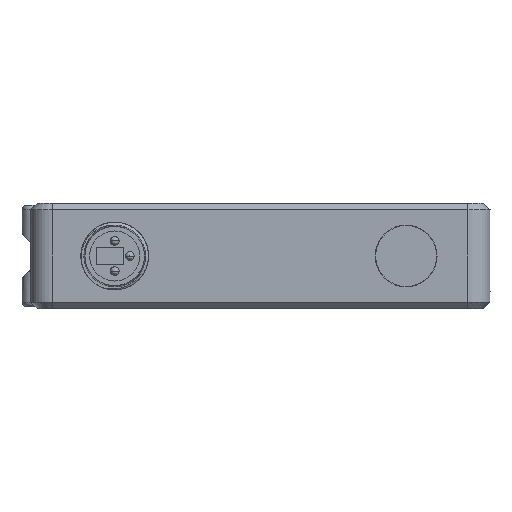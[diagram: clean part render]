
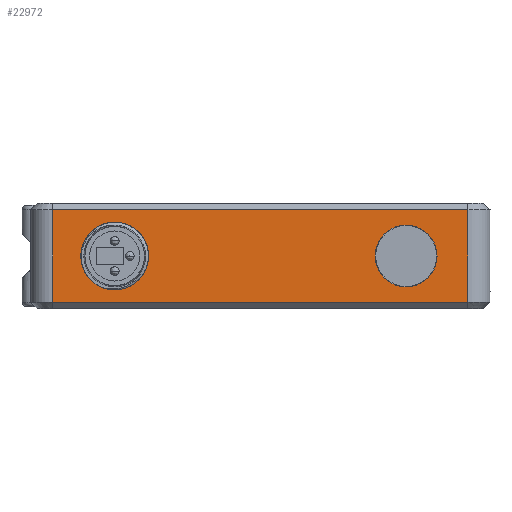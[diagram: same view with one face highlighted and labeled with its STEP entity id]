
A CAD part, left-side view. The second image highlights one B-rep face of the part: STEP entity #22972.
In plain terms, the highlighted planar face has unit normal (-1, 0, 0).
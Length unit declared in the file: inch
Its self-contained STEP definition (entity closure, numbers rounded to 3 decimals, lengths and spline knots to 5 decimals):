
#5366=DIRECTION('',(0.,-1.,0.));
#5367=VECTOR('',#5366,1.85039);
#5368=CARTESIAN_POINT('',(-1.9685,0.9252,
0.20669));
#5369=LINE('',#5368,#5367);
#5370=DIRECTION('',(0.,0.,-1.));
#5371=VECTOR('',#5370,0.41339);
#5372=CARTESIAN_POINT('',(-1.9685,-0.9252,
0.20669));
#5373=LINE('',#5372,#5371);
#5374=DIRECTION('',(0.,1.,0.));
#5375=VECTOR('',#5374,1.85039);
#5376=CARTESIAN_POINT('',(-1.9685,-0.9252,
-0.20669));
#5377=LINE('',#5376,#5375);
#5378=DIRECTION('',(0.,0.,-1.));
#5379=VECTOR('',#5378,0.41339);
#5380=CARTESIAN_POINT('',(-1.9685,0.9252,
0.20669));
#5381=LINE('',#5380,#5379);
#5382=CARTESIAN_POINT('',(-1.9685,-0.64961,0.));
#5383=DIRECTION('',(1.,0.,0.));
#5384=DIRECTION('',(0.,1.,0.));
#5385=AXIS2_PLACEMENT_3D('',#5382,#5383,#5384);
#5387=CARTESIAN_POINT('',(-1.9685,-0.64961,0.));
#5388=DIRECTION('',(1.,0.,0.));
#5389=DIRECTION('',(0.,-1.,0.));
#5390=AXIS2_PLACEMENT_3D('',#5387,#5388,#5389);
#5392=CARTESIAN_POINT('',(-1.9685,0.64961,0.));
#5393=DIRECTION('',(-1.,0.,0.));
#5394=DIRECTION('',(0.,0.,1.));
#5395=AXIS2_PLACEMENT_3D('',#5392,#5393,#5394);
#5397=CARTESIAN_POINT('',(-1.9685,0.64961,0.));
#5398=DIRECTION('',(-1.,0.,0.));
#5399=DIRECTION('',(0.,0.,-1.));
#5400=AXIS2_PLACEMENT_3D('',#5397,#5398,#5399);
#13750=CARTESIAN_POINT('',(-1.9685,-0.51181,0.));
#13751=CARTESIAN_POINT('',(-1.9685,-0.7874,0.));
#13752=VERTEX_POINT('',#13750);
#13753=VERTEX_POINT('',#13751);
#13818=CARTESIAN_POINT('',(-1.9685,0.9252,
0.20669));
#13819=CARTESIAN_POINT('',(-1.9685,-0.9252,
0.20669));
#13820=VERTEX_POINT('',#13818);
#13821=VERTEX_POINT('',#13819);
#13842=CARTESIAN_POINT('',(-1.9685,-0.9252,
-0.20669));
#13843=CARTESIAN_POINT('',(-1.9685,0.9252,
-0.20669));
#13844=VERTEX_POINT('',#13842);
#13845=VERTEX_POINT('',#13843);
#16638=CARTESIAN_POINT('',(-1.9685,0.64961,0.128));
#16639=CARTESIAN_POINT('',(-1.9685,0.64961,-0.128));
#16640=VERTEX_POINT('',#16638);
#16641=VERTEX_POINT('',#16639);
#22946=CARTESIAN_POINT('',(-1.9685,1.02362,
-0.23622));
#22947=DIRECTION('',(-1.,0.,0.));
#22948=DIRECTION('',(0.,-1.,0.));
#22949=AXIS2_PLACEMENT_3D('',#22946,#22947,#22948);
#22950=PLANE('',#22949);
#22952=ORIENTED_EDGE('',*,*,#22951,.T.);
#22954=ORIENTED_EDGE('',*,*,#22953,.T.);
#22955=ORIENTED_EDGE('',*,*,#22937,.T.);
#22957=ORIENTED_EDGE('',*,*,#22956,.F.);
#22958=EDGE_LOOP('',(#22952,#22954,#22955,#22957));
#22959=FACE_OUTER_BOUND('',#22958,.F.);
#22961=ORIENTED_EDGE('',*,*,#22960,.F.);
#22963=ORIENTED_EDGE('',*,*,#22962,.F.);
#22964=EDGE_LOOP('',(#22961,#22963));
#22965=FACE_BOUND('',#22964,.F.);
#22967=ORIENTED_EDGE('',*,*,#22966,.T.);
#22969=ORIENTED_EDGE('',*,*,#22968,.T.);
#22970=EDGE_LOOP('',(#22967,#22969));
#22971=FACE_BOUND('',#22970,.F.);
#22972=ADVANCED_FACE('',(#22959,#22965,#22971),#22950,.T.);
#5386=CIRCLE('',#5385,0.1378);
#5391=CIRCLE('',#5390,0.1378);
#5396=CIRCLE('',#5395,0.128);
#5401=CIRCLE('',#5400,0.128);
#22937=EDGE_CURVE('',#13844,#13845,#5377,.T.);
#22951=EDGE_CURVE('',#13820,#13821,#5369,.T.);
#22953=EDGE_CURVE('',#13821,#13844,#5373,.T.);
#22956=EDGE_CURVE('',#13820,#13845,#5381,.T.);
#22960=EDGE_CURVE('',#13752,#13753,#5386,.T.);
#22962=EDGE_CURVE('',#13753,#13752,#5391,.T.);
#22966=EDGE_CURVE('',#16640,#16641,#5396,.T.);
#22968=EDGE_CURVE('',#16641,#16640,#5401,.T.);
